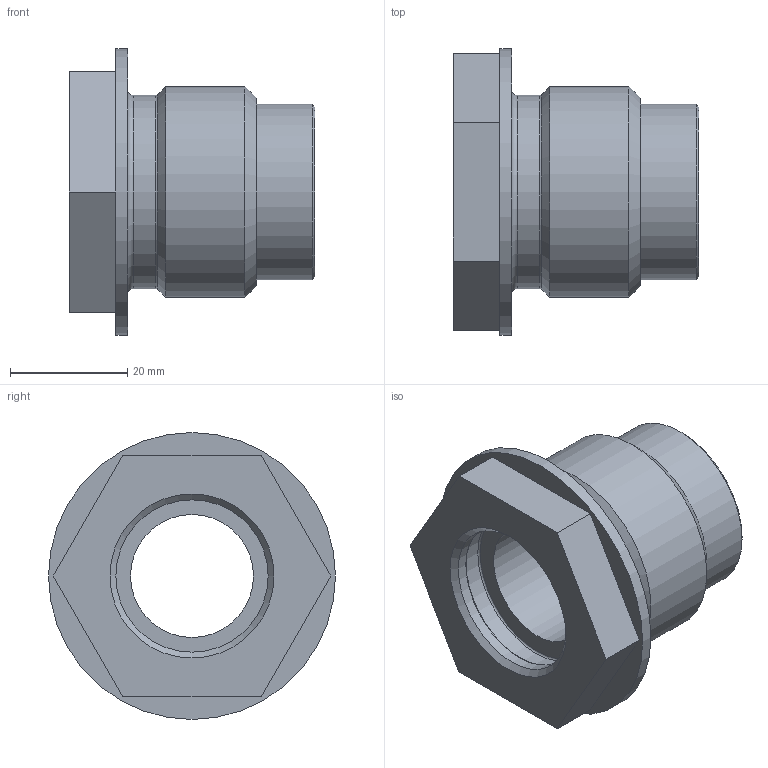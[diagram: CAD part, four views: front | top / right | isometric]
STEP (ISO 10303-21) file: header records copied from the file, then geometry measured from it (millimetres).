
FILE_DESCRIPTION(/* description */ (''),/* implementation_level */ '2;1');
FILE_NAME(/* name */ 'Verschraubung.stp',/* time_stamp */ '2021-02-01T15:06:18+01:00',/* author */ ('HIS'),/* organization */ (''),/* preprocessor_version */ 'ST-DEVELOPER v18',/* originating_system */ 'Autodesk Inventor 2020',/* authorisation */ '');
FILE_SCHEMA (('AUTOMOTIVE_DESIGN { 1 0 10303 214 3 1 1 }'));
Length unit declared in the file: millimetre
Products named in the file (1): Verschraubung
Bounding box: 42 x 49 x 49 mm (x, y, z)
Volume: 27510.7 mm3; surface area: 10897.7 mm2
Topology: 1 solids, 1 shells, 30 faces, 83 edges, 60 vertices
Faces by surface type: plane 13, cylinder 7, torus 5, cone 5
Full cylindrical faces by diameter (mm): 21 x1, 26 x1, 28 x1, 30 x1, 33 x1, 36 x1, 49 x1
Entity records: 1057 total; most frequent: DIRECTION 198, CARTESIAN_POINT 174, ORIENTED_EDGE 166, AXIS2_PLACEMENT_3D 84, EDGE_CURVE 83, VERTEX_POINT 60, CIRCLE 53, EDGE_LOOP 37
